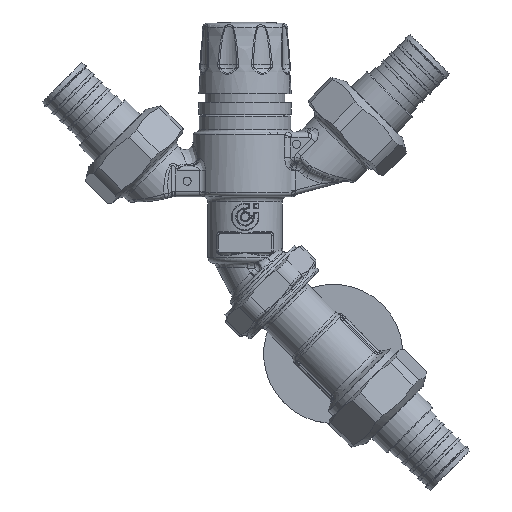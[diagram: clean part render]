
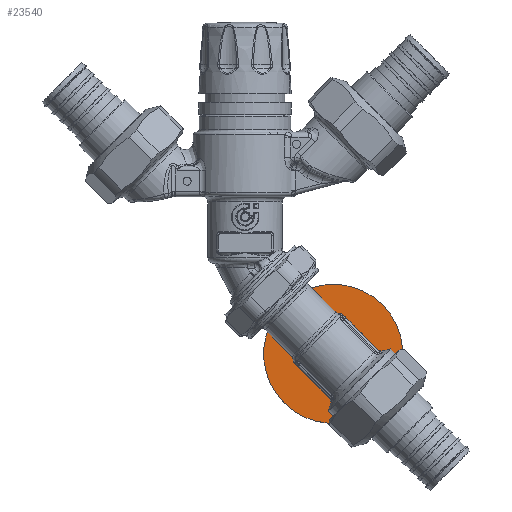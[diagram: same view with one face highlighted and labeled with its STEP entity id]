
A CAD part, top view. The second image highlights one B-rep face of the part: STEP entity #23540.
In plain terms, the highlighted planar face has unit normal (0, 0, 1).
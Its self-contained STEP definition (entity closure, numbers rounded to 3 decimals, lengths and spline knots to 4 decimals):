
#1831=FACE_BOUND('',#4896,.T.);
#3350=FACE_OUTER_BOUND('',#4895,.T.);
#4895=EDGE_LOOP('',(#18412));
#4896=EDGE_LOOP('',(#18413));
#8165=CIRCLE('',#25773,1.03);
#8167=CIRCLE('',#25777,0.3);
#9989=VERTEX_POINT('',#63148);
#9991=VERTEX_POINT('',#63155);
#12867=EDGE_CURVE('',#9989,#9989,#8165,.T.);
#12870=EDGE_CURVE('',#9991,#9991,#8167,.T.);
#18412=ORIENTED_EDGE('',*,*,#12867,.T.);
#18413=ORIENTED_EDGE('',*,*,#12870,.T.);
#20898=PLANE('',#25778);
#23540=ADVANCED_FACE('',(#3350,#1831),#20898,.F.);
#25773=AXIS2_PLACEMENT_3D('',#63150,#30698,#30699);
#25777=AXIS2_PLACEMENT_3D('',#63157,#30707,#30708);
#25778=AXIS2_PLACEMENT_3D('',#63158,#30709,#30710);
#30698=DIRECTION('center_axis',(0.,0.,
1.));
#30699=DIRECTION('ref_axis',(-0.707,0.707,0.));
#30707=DIRECTION('center_axis',(0.,0.,
-1.));
#30708=DIRECTION('ref_axis',(0.707,-0.707,0.));
#30709=DIRECTION('center_axis',(0.,0.,
-1.));
#30710=DIRECTION('ref_axis',(0.707,-0.707,0.));
#63148=CARTESIAN_POINT('',(2.0348,-3.5269,-2.4095));
#63150=CARTESIAN_POINT('Origin',(1.3064,-2.7986,-2.4095));
#63155=CARTESIAN_POINT('',(1.0943,-2.5864,-2.4095));
#63157=CARTESIAN_POINT('Origin',(1.3064,-2.7986,-2.4095));
#63158=CARTESIAN_POINT('Origin',(1.3064,-2.7986,-2.4095));
